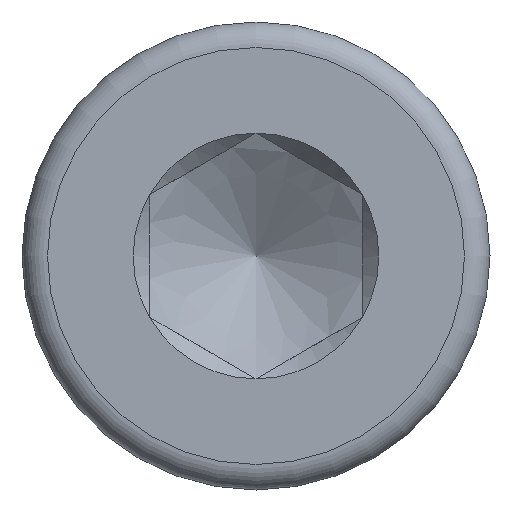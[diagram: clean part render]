
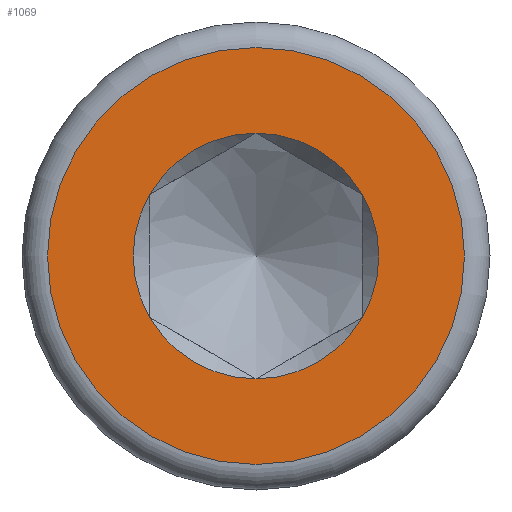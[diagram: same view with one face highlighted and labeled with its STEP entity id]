
A CAD part, left-side view. The second image highlights one B-rep face of the part: STEP entity #1069.
In plain terms, the highlighted planar face has unit normal (-1, 0, 0).
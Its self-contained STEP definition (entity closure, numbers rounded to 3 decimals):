
#16=FACE_BOUND('',#170,.T.);
#47=PLANE('',#1162);
#104=FACE_OUTER_BOUND('',#169,.T.);
#169=EDGE_LOOP('',(#931));
#170=EDGE_LOOP('',(#932,#933,#934,#935,#936,#937));
#199=CIRCLE('',#1161,2.45);
#200=CIRCLE('',#1163,1.443);
#201=CIRCLE('',#1164,1.443);
#202=CIRCLE('',#1165,1.443);
#203=CIRCLE('',#1166,1.443);
#204=CIRCLE('',#1167,1.443);
#205=CIRCLE('',#1168,1.443);
#466=VERTEX_POINT('',#4138);
#467=VERTEX_POINT('',#4139);
#476=VERTEX_POINT('',#4173);
#477=VERTEX_POINT('',#4177);
#478=VERTEX_POINT('',#4179);
#479=VERTEX_POINT('',#4181);
#480=VERTEX_POINT('',#4183);
#628=EDGE_CURVE('',#476,#476,#199,.T.);
#629=EDGE_CURVE('',#467,#477,#200,.T.);
#630=EDGE_CURVE('',#477,#478,#201,.T.);
#631=EDGE_CURVE('',#478,#479,#202,.T.);
#632=EDGE_CURVE('',#479,#480,#203,.T.);
#633=EDGE_CURVE('',#480,#466,#204,.T.);
#634=EDGE_CURVE('',#466,#467,#205,.T.);
#931=ORIENTED_EDGE('',*,*,#628,.F.);
#932=ORIENTED_EDGE('',*,*,#629,.T.);
#933=ORIENTED_EDGE('',*,*,#630,.T.);
#934=ORIENTED_EDGE('',*,*,#631,.T.);
#935=ORIENTED_EDGE('',*,*,#632,.T.);
#936=ORIENTED_EDGE('',*,*,#633,.T.);
#937=ORIENTED_EDGE('',*,*,#634,.T.);
#1069=ADVANCED_FACE('',(#104,#16),#47,.F.);
#1161=AXIS2_PLACEMENT_3D('',#4175,#1355,#1356);
#1162=AXIS2_PLACEMENT_3D('',#4176,#1357,#1358);
#1163=AXIS2_PLACEMENT_3D('',#4178,#1359,#1360);
#1164=AXIS2_PLACEMENT_3D('',#4180,#1361,#1362);
#1165=AXIS2_PLACEMENT_3D('',#4182,#1363,#1364);
#1166=AXIS2_PLACEMENT_3D('',#4184,#1365,#1366);
#1167=AXIS2_PLACEMENT_3D('',#4185,#1367,#1368);
#1168=AXIS2_PLACEMENT_3D('',#4186,#1369,#1370);
#1355=DIRECTION('center_axis',(1.,0.,0.));
#1356=DIRECTION('ref_axis',(0.,0.,-1.));
#1357=DIRECTION('center_axis',(1.,0.,0.));
#1358=DIRECTION('ref_axis',(0.,0.,-1.));
#1359=DIRECTION('center_axis',(1.,0.,0.));
#1360=DIRECTION('ref_axis',(0.,0.,-1.));
#1361=DIRECTION('center_axis',(1.,0.,0.));
#1362=DIRECTION('ref_axis',(0.,0.,-1.));
#1363=DIRECTION('center_axis',(1.,0.,0.));
#1364=DIRECTION('ref_axis',(0.,0.,-1.));
#1365=DIRECTION('center_axis',(1.,0.,0.));
#1366=DIRECTION('ref_axis',(0.,0.,-1.));
#1367=DIRECTION('center_axis',(1.,0.,0.));
#1368=DIRECTION('ref_axis',(0.,0.,-1.));
#1369=DIRECTION('center_axis',(1.,0.,0.));
#1370=DIRECTION('ref_axis',(0.,0.,-1.));
#4138=CARTESIAN_POINT('',(-3.,0.,1.443));
#4139=CARTESIAN_POINT('',(-3.,-1.25,0.722));
#4173=CARTESIAN_POINT('',(-3.,0.,2.45));
#4175=CARTESIAN_POINT('Origin',(-3.,0.,0.));
#4176=CARTESIAN_POINT('Origin',(-3.,1.443,0.));
#4177=CARTESIAN_POINT('',(-3.,-1.25,-0.722));
#4178=CARTESIAN_POINT('Origin',(-3.,0.,0.));
#4179=CARTESIAN_POINT('',(-3.,0.,-1.443));
#4180=CARTESIAN_POINT('Origin',(-3.,0.,0.));
#4181=CARTESIAN_POINT('',(-3.,1.25,-0.722));
#4182=CARTESIAN_POINT('Origin',(-3.,0.,0.));
#4183=CARTESIAN_POINT('',(-3.,1.25,0.722));
#4184=CARTESIAN_POINT('Origin',(-3.,0.,0.));
#4185=CARTESIAN_POINT('Origin',(-3.,0.,0.));
#4186=CARTESIAN_POINT('Origin',(-3.,0.,0.));
